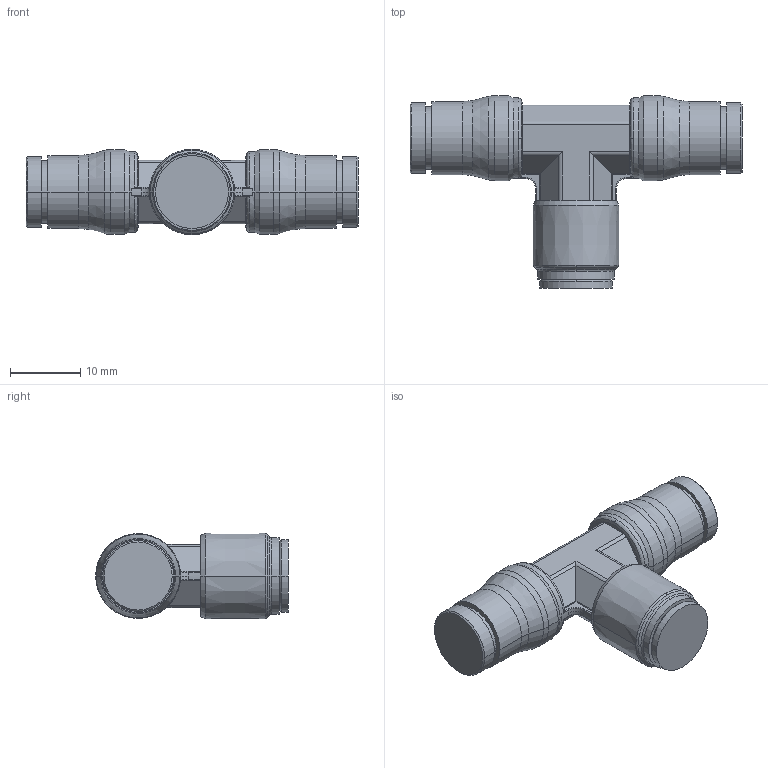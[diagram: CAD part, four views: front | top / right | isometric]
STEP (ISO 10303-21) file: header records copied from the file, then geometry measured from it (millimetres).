
FILE_DESCRIPTION(('STEP AP214'),'1');
FILE_NAME('3808_06_10.stp','2016-07-07T14:27:11',('TraceParts'),('TraceParts S.A.'),'Spatial InterOp 3D',' ',' ');
FILE_SCHEMA(('automotive_design'));
Length unit declared in the file: millimetre
Products named in the file (1): 1
Bounding box: 47.32 x 27.46 x 12.17 mm (x, y, z)
Volume: 5719.4 mm3; surface area: 2562.8 mm2
Topology: 1 solids, 1 shells, 132 faces, 327 edges, 203 vertices
Faces by surface type: cylinder 55, cone 30, plane 27, torus 20
Entity records: 4121 total; most frequent: CARTESIAN_POINT 923, DIRECTION 712, ORIENTED_EDGE 654, EDGE_CURVE 327, AXIS2_PLACEMENT_3D 288, VERTEX_POINT 203, CIRCLE 147, EDGE_LOOP 138
